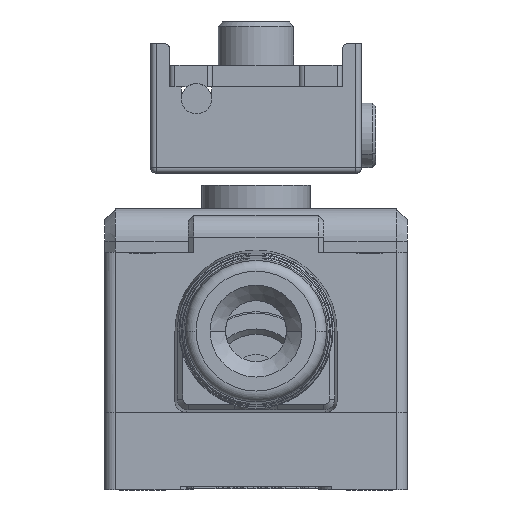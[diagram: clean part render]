
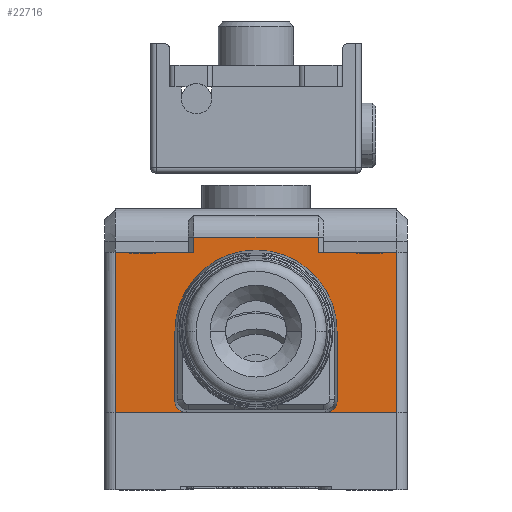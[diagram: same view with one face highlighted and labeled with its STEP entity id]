
A CAD part, front view. The second image highlights one B-rep face of the part: STEP entity #22716.
In plain terms, the highlighted planar face has unit normal (0, -1, 0).
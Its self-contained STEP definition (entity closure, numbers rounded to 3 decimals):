
#121=CARTESIAN_POINT('',(0.,-56.2,14.7));
#122=DIRECTION('',(0.,-1.,0.));
#123=DIRECTION('',(1.,0.,0.017));
#124=AXIS2_PLACEMENT_3D('',#121,#122,#123);
#126=CARTESIAN_POINT('',(0.,-56.2,13.25));
#127=DIRECTION('',(0.,-1.,0.));
#128=DIRECTION('',(-0.967,0.,0.255));
#129=AXIS2_PLACEMENT_3D('',#126,#127,#128);
#131=DIRECTION('',(0.,0.,1.));
#132=VECTOR('',#131,7.05);
#133=CARTESIAN_POINT('',(-6.1,-56.2,6.2));
#134=LINE('',#133,#132);
#135=DIRECTION('',(-1.,0.,0.));
#136=VECTOR('',#135,0.781);
#137=CARTESIAN_POINT('',(-9.719,-56.2,6.2));
#138=LINE('',#137,#136);
#139=DIRECTION('',(0.,0.,1.));
#140=VECTOR('',#139,0.5);
#141=CARTESIAN_POINT('',(-10.5,-56.2,5.7));
#142=LINE('',#141,#140);
#143=DIRECTION('',(0.,0.,-1.));
#144=VECTOR('',#143,1.);
#145=CARTESIAN_POINT('',(-13.25,-56.2,6.7));
#146=LINE('',#145,#144);
#147=DIRECTION('',(1.,0.,0.));
#148=VECTOR('',#147,0.25);
#149=CARTESIAN_POINT('',(-13.25,-56.2,6.7));
#150=LINE('',#149,#148);
#151=DIRECTION('',(0.,0.,1.));
#152=VECTOR('',#151,15.3);
#153=CARTESIAN_POINT('',(-13.,-56.2,6.7));
#154=LINE('',#153,#152);
#155=DIRECTION('',(0.,0.,-1.));
#156=VECTOR('',#155,1.4);
#157=CARTESIAN_POINT('',(-5.75,-56.2,23.4));
#158=LINE('',#157,#156);
#159=DIRECTION('',(1.,0.,0.));
#160=VECTOR('',#159,11.5);
#161=CARTESIAN_POINT('',(-5.75,-56.2,23.4));
#162=LINE('',#161,#160);
#163=DIRECTION('',(0.,0.,1.));
#164=VECTOR('',#163,1.4);
#165=CARTESIAN_POINT('',(5.75,-56.2,22.));
#166=LINE('',#165,#164);
#167=DIRECTION('',(0.,0.,-1.));
#168=VECTOR('',#167,15.3);
#169=CARTESIAN_POINT('',(13.,-56.2,22.));
#170=LINE('',#169,#168);
#171=DIRECTION('',(1.,0.,0.));
#172=VECTOR('',#171,0.25);
#173=CARTESIAN_POINT('',(13.,-56.2,6.7));
#174=LINE('',#173,#172);
#175=DIRECTION('',(0.,0.,-1.));
#176=VECTOR('',#175,1.);
#177=CARTESIAN_POINT('',(13.25,-56.2,6.7));
#178=LINE('',#177,#176);
#179=DIRECTION('',(0.,0.,1.));
#180=VECTOR('',#179,0.5);
#181=CARTESIAN_POINT('',(10.5,-56.2,5.7));
#182=LINE('',#181,#180);
#183=DIRECTION('',(-1.,0.,0.));
#184=VECTOR('',#183,0.781);
#185=CARTESIAN_POINT('',(10.5,-56.2,6.2));
#186=LINE('',#185,#184);
#187=DIRECTION('',(0.,0.,1.));
#188=VECTOR('',#187,7.05);
#189=CARTESIAN_POINT('',(6.1,-56.2,6.2));
#190=LINE('',#189,#188);
#191=CARTESIAN_POINT('',(0.,-56.2,13.25));
#192=DIRECTION('',(0.,-1.,0.));
#193=DIRECTION('',(1.,0.,0.));
#194=AXIS2_PLACEMENT_3D('',#191,#192,#193);
#11512=DIRECTION('',(1.,0.,0.));
#11513=VECTOR('',#11512,2.75);
#11514=CARTESIAN_POINT('',(-13.25,-56.2,5.7));
#11515=LINE('',#11514,#11513);
#11530=DIRECTION('',(1.,0.,0.));
#11531=VECTOR('',#11530,2.75);
#11532=CARTESIAN_POINT('',(10.5,-56.2,5.7));
#11533=LINE('',#11532,#11531);
#11645=DIRECTION('',(-1.,0.,0.));
#11646=VECTOR('',#11645,7.25);
#11647=CARTESIAN_POINT('',(-5.75,-56.2,22.));
#11648=LINE('',#11647,#11646);
#12631=DIRECTION('',(-1.,0.,0.));
#12632=VECTOR('',#12631,7.25);
#12633=CARTESIAN_POINT('',(13.,-56.2,22.));
#12634=LINE('',#12633,#12632);
#15016=DIRECTION('',(1.,0.,0.));
#15017=VECTOR('',#15016,3.619);
#15018=CARTESIAN_POINT('',(-9.719,-56.2,6.2));
#15019=LINE('',#15018,#15017);
#15032=DIRECTION('',(1.,0.,0.));
#15033=VECTOR('',#15032,3.619);
#15034=CARTESIAN_POINT('',(6.1,-56.2,6.2));
#15035=LINE('',#15034,#15033);
#20174=CARTESIAN_POINT('',(-13.25,-56.2,5.7));
#20175=CARTESIAN_POINT('',(-10.5,-56.2,5.7));
#20176=VERTEX_POINT('',#20174);
#20177=VERTEX_POINT('',#20175);
#20178=CARTESIAN_POINT('',(10.5,-56.2,5.7));
#20179=CARTESIAN_POINT('',(13.25,-56.2,5.7));
#20180=VERTEX_POINT('',#20178);
#20181=VERTEX_POINT('',#20179);
#20254=CARTESIAN_POINT('',(13.25,-56.2,6.7));
#20255=VERTEX_POINT('',#20254);
#20256=CARTESIAN_POINT('',(-13.25,-56.2,6.7));
#20257=VERTEX_POINT('',#20256);
#20318=CARTESIAN_POINT('',(-13.,-56.2,22.));
#20319=VERTEX_POINT('',#20318);
#20320=CARTESIAN_POINT('',(13.,-56.2,22.));
#20321=VERTEX_POINT('',#20320);
#20418=CARTESIAN_POINT('',(-5.75,-56.2,23.4));
#20419=CARTESIAN_POINT('',(-5.75,-56.2,22.));
#20420=VERTEX_POINT('',#20418);
#20421=VERTEX_POINT('',#20419);
#20438=CARTESIAN_POINT('',(5.75,-56.2,23.4));
#20439=VERTEX_POINT('',#20438);
#20442=CARTESIAN_POINT('',(5.75,-56.2,22.));
#20443=VERTEX_POINT('',#20442);
#21180=CARTESIAN_POINT('',(-9.719,-56.2,6.2));
#21181=CARTESIAN_POINT('',(-6.1,-56.2,6.2));
#21182=VERTEX_POINT('',#21180);
#21183=VERTEX_POINT('',#21181);
#21184=CARTESIAN_POINT('',(6.1,-56.2,6.2));
#21185=CARTESIAN_POINT('',(9.719,-56.2,6.2));
#21186=VERTEX_POINT('',#21184);
#21187=VERTEX_POINT('',#21185);
#21265=CARTESIAN_POINT('',(-13.,-56.2,6.7));
#21267=VERTEX_POINT('',#21265);
#21269=CARTESIAN_POINT('',(13.,-56.2,6.7));
#21271=VERTEX_POINT('',#21269);
#21284=CARTESIAN_POINT('',(-10.5,-56.2,6.2));
#21286=VERTEX_POINT('',#21284);
#21289=CARTESIAN_POINT('',(10.5,-56.2,6.2));
#21291=VERTEX_POINT('',#21289);
#21304=CARTESIAN_POINT('',(-6.1,-56.2,13.25));
#21305=VERTEX_POINT('',#21304);
#21306=CARTESIAN_POINT('',(6.1,-56.2,13.25));
#21307=VERTEX_POINT('',#21306);
#22067=CARTESIAN_POINT('',(5.899,-56.2,14.803));
#22068=CARTESIAN_POINT('',(-5.899,-56.2,14.803));
#22069=VERTEX_POINT('',#22067);
#22070=VERTEX_POINT('',#22068);
#22662=CARTESIAN_POINT('',(-13.9,-56.2,6.7));
#22663=DIRECTION('',(0.,-1.,0.));
#22664=DIRECTION('',(0.,0.,-1.));
#22665=AXIS2_PLACEMENT_3D('',#22662,#22663,#22664);
#22666=PLANE('',#22665);
#22667=ORIENTED_EDGE('',*,*,#22646,.T.);
#22669=ORIENTED_EDGE('',*,*,#22668,.T.);
#22671=ORIENTED_EDGE('',*,*,#22670,.F.);
#22673=ORIENTED_EDGE('',*,*,#22672,.F.);
#22675=ORIENTED_EDGE('',*,*,#22674,.T.);
#22677=ORIENTED_EDGE('',*,*,#22676,.F.);
#22679=ORIENTED_EDGE('',*,*,#22678,.F.);
#22681=ORIENTED_EDGE('',*,*,#22680,.F.);
#22683=ORIENTED_EDGE('',*,*,#22682,.T.);
#22685=ORIENTED_EDGE('',*,*,#22684,.T.);
#22687=ORIENTED_EDGE('',*,*,#22686,.F.);
#22689=ORIENTED_EDGE('',*,*,#22688,.F.);
#22691=ORIENTED_EDGE('',*,*,#22690,.T.);
#22693=ORIENTED_EDGE('',*,*,#22692,.F.);
#22695=ORIENTED_EDGE('',*,*,#22694,.F.);
#22697=ORIENTED_EDGE('',*,*,#22696,.T.);
#22699=ORIENTED_EDGE('',*,*,#22698,.T.);
#22701=ORIENTED_EDGE('',*,*,#22700,.T.);
#22703=ORIENTED_EDGE('',*,*,#22702,.F.);
#22705=ORIENTED_EDGE('',*,*,#22704,.T.);
#22707=ORIENTED_EDGE('',*,*,#22706,.T.);
#22709=ORIENTED_EDGE('',*,*,#22708,.F.);
#22711=ORIENTED_EDGE('',*,*,#22710,.T.);
#22713=ORIENTED_EDGE('',*,*,#22712,.T.);
#22714=EDGE_LOOP('',(#22667,#22669,#22671,#22673,#22675,#22677,#22679,#22681,
#22683,#22685,#22687,#22689,#22691,#22693,#22695,#22697,#22699,#22701,#22703,
#22705,#22707,#22709,#22711,#22713));
#22715=FACE_OUTER_BOUND('',#22714,.F.);
#22716=ADVANCED_FACE('',(#22715),#22666,.T.);
#125=CIRCLE('',#124,5.9);
#130=CIRCLE('',#129,6.1);
#195=CIRCLE('',#194,6.1);
#22646=EDGE_CURVE('',#22069,#22070,#125,.T.);
#22668=EDGE_CURVE('',#22070,#21305,#130,.T.);
#22670=EDGE_CURVE('',#21183,#21305,#134,.T.);
#22672=EDGE_CURVE('',#21182,#21183,#15019,.T.);
#22674=EDGE_CURVE('',#21182,#21286,#138,.T.);
#22676=EDGE_CURVE('',#20177,#21286,#142,.T.);
#22678=EDGE_CURVE('',#20176,#20177,#11515,.T.);
#22680=EDGE_CURVE('',#20257,#20176,#146,.T.);
#22682=EDGE_CURVE('',#20257,#21267,#150,.T.);
#22684=EDGE_CURVE('',#21267,#20319,#154,.T.);
#22686=EDGE_CURVE('',#20421,#20319,#11648,.T.);
#22688=EDGE_CURVE('',#20420,#20421,#158,.T.);
#22690=EDGE_CURVE('',#20420,#20439,#162,.T.);
#22692=EDGE_CURVE('',#20443,#20439,#166,.T.);
#22694=EDGE_CURVE('',#20321,#20443,#12634,.T.);
#22696=EDGE_CURVE('',#20321,#21271,#170,.T.);
#22698=EDGE_CURVE('',#21271,#20255,#174,.T.);
#22700=EDGE_CURVE('',#20255,#20181,#178,.T.);
#22702=EDGE_CURVE('',#20180,#20181,#11533,.T.);
#22704=EDGE_CURVE('',#20180,#21291,#182,.T.);
#22706=EDGE_CURVE('',#21291,#21187,#186,.T.);
#22708=EDGE_CURVE('',#21186,#21187,#15035,.T.);
#22710=EDGE_CURVE('',#21186,#21307,#190,.T.);
#22712=EDGE_CURVE('',#21307,#22069,#195,.T.);
